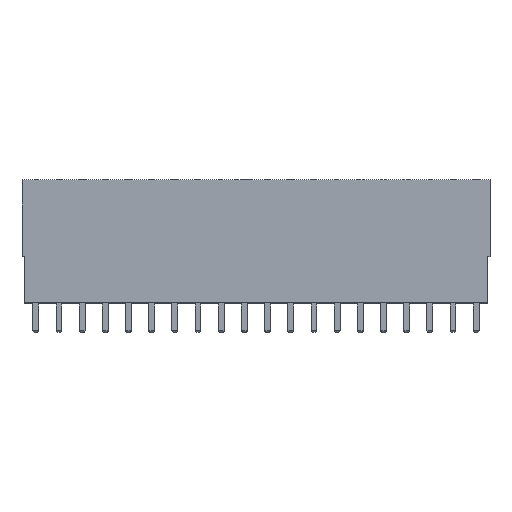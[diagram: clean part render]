
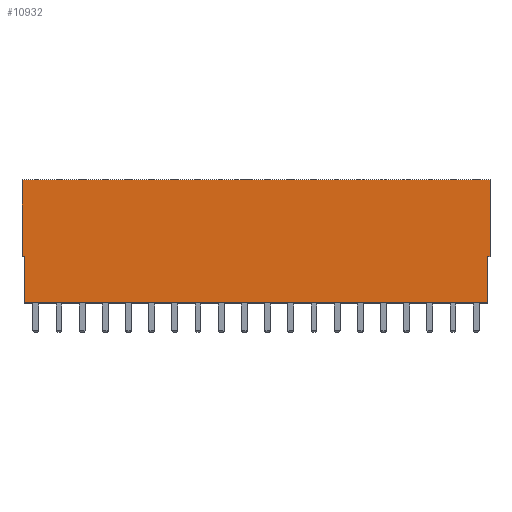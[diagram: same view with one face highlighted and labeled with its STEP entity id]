
A CAD part, top view. The second image highlights one B-rep face of the part: STEP entity #10932.
In plain terms, the highlighted planar face has unit normal (0, 0, 1).
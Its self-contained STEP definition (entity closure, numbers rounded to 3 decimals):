
#10 = VECTOR ( 'NONE', #7735, 1000. ) ;
#38 = VERTEX_POINT ( 'NONE', #1938 ) ;
#80 = CARTESIAN_POINT ( 'NONE',  ( 51.05, -5.1, 0. ) ) ;
#243 = CARTESIAN_POINT ( 'NONE',  ( 0., 0., 0. ) ) ;
#367 = VERTEX_POINT ( 'NONE', #2167 ) ;
#460 = EDGE_CURVE ( 'NONE', #1262, #9760, #3188, .T. ) ;
#743 = VERTEX_POINT ( 'NONE', #4414 ) ;
#771 = VERTEX_POINT ( 'NONE', #1323 ) ;
#895 = DIRECTION ( 'NONE',  ( 1., 0., 0. ) ) ;
#997 = CARTESIAN_POINT ( 'NONE',  ( 0., 8.4, 0. ) ) ;
#1262 = VERTEX_POINT ( 'NONE', #4633 ) ;
#1277 = VECTOR ( 'NONE', #10316, 1000. ) ;
#1323 = CARTESIAN_POINT ( 'NONE',  ( 0.25, 0., 0. ) ) ;
#1672 = EDGE_CURVE ( 'NONE', #9760, #38, #13121, .T. ) ;
#1938 = CARTESIAN_POINT ( 'NONE',  ( 51.3, 0., 0. ) ) ;
#2167 = CARTESIAN_POINT ( 'NONE',  ( 0., 0., 0. ) ) ;
#2534 = EDGE_CURVE ( 'NONE', #1262, #367, #9437, .T. ) ;
#2643 = EDGE_LOOP ( 'NONE', ( #8728, #10070, #7239, #8943, #8672, #14156, #3499, #6293 ) ) ;
#2820 = LINE ( 'NONE', #243, #1277 ) ;
#2858 = DIRECTION ( 'NONE',  ( 0., 0., -1. ) ) ;
#3188 = LINE ( 'NONE', #997, #9157 ) ;
#3499 = ORIENTED_EDGE ( 'NONE', *, *, #460, .F. ) ;
#3510 = DIRECTION ( 'NONE',  ( 0., 1., 0. ) ) ;
#3921 = EDGE_CURVE ( 'NONE', #10384, #38, #10083, .T. ) ;
#3947 = DIRECTION ( 'NONE',  ( -1., 0., 0. ) ) ;
#4071 = DIRECTION ( 'NONE',  ( 1., 0., 0. ) ) ;
#4240 = CARTESIAN_POINT ( 'NONE',  ( 51.05, -5.1, 0. ) ) ;
#4414 = CARTESIAN_POINT ( 'NONE',  ( 0.25, -5.1, 0. ) ) ;
#4462 = CARTESIAN_POINT ( 'NONE',  ( 51.3, 8.4, 0. ) ) ;
#4633 = CARTESIAN_POINT ( 'NONE',  ( 0., 8.4, 0. ) ) ;
#4681 = CARTESIAN_POINT ( 'NONE',  ( 0.25, -5.1, 0. ) ) ;
#4793 = EDGE_CURVE ( 'NONE', #7263, #10384, #7946, .T. ) ;
#4980 = VECTOR ( 'NONE', #10155, 1000. ) ;
#6043 = EDGE_CURVE ( 'NONE', #367, #771, #2820, .T. ) ;
#6271 = VECTOR ( 'NONE', #3510, 1000. ) ;
#6293 = ORIENTED_EDGE ( 'NONE', *, *, #2534, .T. ) ;
#6333 = CARTESIAN_POINT ( 'NONE',  ( 0., 0., 0. ) ) ;
#7239 = ORIENTED_EDGE ( 'NONE', *, *, #7641, .F. ) ;
#7263 = VERTEX_POINT ( 'NONE', #4240 ) ;
#7641 = EDGE_CURVE ( 'NONE', #7263, #743, #13738, .T. ) ;
#7735 = DIRECTION ( 'NONE',  ( 0., -1., 0. ) ) ;
#7946 = LINE ( 'NONE', #80, #4980 ) ;
#8276 = CARTESIAN_POINT ( 'NONE',  ( 0.25, -5.1, 0. ) ) ;
#8393 = CARTESIAN_POINT ( 'NONE',  ( 0., 8.4, 0. ) ) ;
#8672 = ORIENTED_EDGE ( 'NONE', *, *, #3921, .T. ) ;
#8728 = ORIENTED_EDGE ( 'NONE', *, *, #6043, .T. ) ;
#8943 = ORIENTED_EDGE ( 'NONE', *, *, #4793, .T. ) ;
#9157 = VECTOR ( 'NONE', #895, 1000. ) ;
#9437 = LINE ( 'NONE', #9987, #10 ) ;
#9760 = VERTEX_POINT ( 'NONE', #4462 ) ;
#9987 = CARTESIAN_POINT ( 'NONE',  ( 0., 8.4, 0. ) ) ;
#10070 = ORIENTED_EDGE ( 'NONE', *, *, #11303, .F. ) ;
#10083 = LINE ( 'NONE', #6333, #10434 ) ;
#10129 = CARTESIAN_POINT ( 'NONE',  ( 51.3, 8.4, 0. ) ) ;
#10136 = FACE_OUTER_BOUND ( 'NONE', #2643, .T. ) ;
#10155 = DIRECTION ( 'NONE',  ( 0., 1., 0. ) ) ;
#10316 = DIRECTION ( 'NONE',  ( 1., 0., 0. ) ) ;
#10384 = VERTEX_POINT ( 'NONE', #13381 ) ;
#10434 = VECTOR ( 'NONE', #4071, 1000. ) ;
#10932 = ADVANCED_FACE ( 'NONE', ( #10136 ), #12898, .F. ) ;
#11303 = EDGE_CURVE ( 'NONE', #743, #771, #12934, .T. ) ;
#11928 = DIRECTION ( 'NONE',  ( -1., 0., 0. ) ) ;
#12581 = AXIS2_PLACEMENT_3D ( 'NONE', #8393, #2858, #11928 ) ;
#12898 = PLANE ( 'NONE',  #12581 ) ;
#12934 = LINE ( 'NONE', #4681, #6271 ) ;
#12964 = VECTOR ( 'NONE', #13485, 1000. ) ;
#13121 = LINE ( 'NONE', #10129, #12964 ) ;
#13381 = CARTESIAN_POINT ( 'NONE',  ( 51.05, 0., 0. ) ) ;
#13485 = DIRECTION ( 'NONE',  ( 0., -1., 0. ) ) ;
#13738 = LINE ( 'NONE', #8276, #13896 ) ;
#13896 = VECTOR ( 'NONE', #3947, 1000. ) ;
#14156 = ORIENTED_EDGE ( 'NONE', *, *, #1672, .F. ) ;
